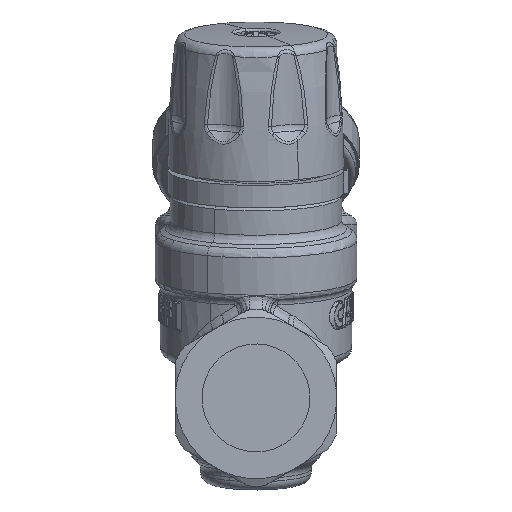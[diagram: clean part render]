
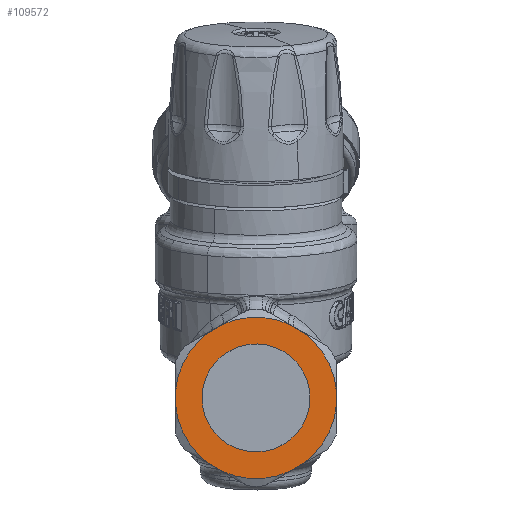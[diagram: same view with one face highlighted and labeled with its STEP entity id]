
A CAD part, front view. The second image highlights one B-rep face of the part: STEP entity #109572.
In plain terms, the highlighted planar face has unit normal (0, -1, 0).
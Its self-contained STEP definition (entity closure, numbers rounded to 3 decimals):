
#323=CARTESIAN_POINT('Vertex',(15.942,-77.611,26.435)) ;
#326=CARTESIAN_POINT('Line Origine',(15.942,-77.611,24.887)) ;
#330=CARTESIAN_POINT('Vertex',(15.942,-77.611,23.34)) ;
#949=CARTESIAN_POINT('Vertex',(6.639,-77.611,39.452)) ;
#952=CARTESIAN_POINT('Line Origine',(7.979,-77.611,38.679)) ;
#956=CARTESIAN_POINT('Vertex',(9.32,-77.611,37.905)) ;
#1432=CARTESIAN_POINT('Vertex',(-9.286,-77.611,37.905)) ;
#1435=CARTESIAN_POINT('Line Origine',(-7.946,-77.611,38.679)) ;
#1439=CARTESIAN_POINT('Vertex',(-6.605,-77.611,39.452)) ;
#1861=CARTESIAN_POINT('Vertex',(-15.908,-77.611,23.34)) ;
#1864=CARTESIAN_POINT('Line Origine',(-15.908,-77.611,24.887)) ;
#1868=CARTESIAN_POINT('Vertex',(-15.908,-77.611,26.435)) ;
#2516=CARTESIAN_POINT('Vertex',(-6.605,-77.611,10.322)) ;
#2519=CARTESIAN_POINT('Line Origine',(-7.946,-77.611,11.096)) ;
#2523=CARTESIAN_POINT('Vertex',(-9.286,-77.611,11.869)) ;
#3171=CARTESIAN_POINT('Vertex',(9.32,-77.611,11.869)) ;
#3174=CARTESIAN_POINT('Line Origine',(7.979,-77.611,11.096)) ;
#3178=CARTESIAN_POINT('Vertex',(6.639,-77.611,10.322)) ;
#109457=CARTESIAN_POINT('Vertex',(-5.113,-77.611,34.277)) ;
#109460=CARTESIAN_POINT('Axis2P3D Location',(0.017,-77.611,24.887)) ;
#109464=CARTESIAN_POINT('Vertex',(5.147,-77.611,15.497)) ;
#109507=CARTESIAN_POINT('Axis2P3D Location',(0.017,-77.611,24.887)) ;
#109519=CARTESIAN_POINT('Axis2P3D Location',(0.017,-77.611,40.887)) ;
#109524=CARTESIAN_POINT('Axis2P3D Location',(0.017,-77.611,24.887)) ;
#109529=CARTESIAN_POINT('Axis2P3D Location',(0.017,-77.611,24.887)) ;
#109534=CARTESIAN_POINT('Axis2P3D Location',(0.017,-77.611,24.887)) ;
#109539=CARTESIAN_POINT('Axis2P3D Location',(0.017,-77.611,24.887)) ;
#109544=CARTESIAN_POINT('Axis2P3D Location',(0.017,-77.611,24.887)) ;
#109549=CARTESIAN_POINT('Axis2P3D Location',(0.017,-77.611,24.887)) ;
#328=VECTOR('Line Direction',#327,1.) ;
#954=VECTOR('Line Direction',#953,1.) ;
#1437=VECTOR('Line Direction',#1436,1.) ;
#1866=VECTOR('Line Direction',#1865,1.) ;
#2521=VECTOR('Line Direction',#2520,1.) ;
#3176=VECTOR('Line Direction',#3175,1.) ;
#327=DIRECTION('Vector Direction',(0.,0.,1.)) ;
#953=DIRECTION('Vector Direction',(0.866,0.,-0.5)) ;
#1436=DIRECTION('Vector Direction',(-0.866,0.,-0.5)) ;
#1865=DIRECTION('Vector Direction',(0.,0.,-1.)) ;
#2520=DIRECTION('Vector Direction',(-0.866,0.,0.5)) ;
#3175=DIRECTION('Vector Direction',(0.866,0.,0.5)) ;
#109461=DIRECTION('Axis2P3D Direction',(0.,-1.,0.)) ;
#109508=DIRECTION('Axis2P3D Direction',(0.,-1.,0.)) ;
#109520=DIRECTION('Axis2P3D Direction',(0.,-1.,0.)) ;
#109521=DIRECTION('Axis2P3D XDirection',(1.,0.,0.)) ;
#109525=DIRECTION('Axis2P3D Direction',(0.,-1.,0.)) ;
#109530=DIRECTION('Axis2P3D Direction',(0.,-1.,0.)) ;
#109535=DIRECTION('Axis2P3D Direction',(0.,-1.,0.)) ;
#109540=DIRECTION('Axis2P3D Direction',(0.,-1.,0.)) ;
#109545=DIRECTION('Axis2P3D Direction',(0.,-1.,0.)) ;
#109550=DIRECTION('Axis2P3D Direction',(0.,-1.,0.)) ;
#109462=AXIS2_PLACEMENT_3D('Circle Axis2P3D',#109460,#109461,$) ;
#109509=AXIS2_PLACEMENT_3D('Circle Axis2P3D',#109507,#109508,$) ;
#109522=AXIS2_PLACEMENT_3D('Plane Axis2P3D',#109519,#109520,#109521) ;
#109526=AXIS2_PLACEMENT_3D('Circle Axis2P3D',#109524,#109525,$) ;
#109531=AXIS2_PLACEMENT_3D('Circle Axis2P3D',#109529,#109530,$) ;
#109536=AXIS2_PLACEMENT_3D('Circle Axis2P3D',#109534,#109535,$) ;
#109541=AXIS2_PLACEMENT_3D('Circle Axis2P3D',#109539,#109540,$) ;
#109546=AXIS2_PLACEMENT_3D('Circle Axis2P3D',#109544,#109545,$) ;
#109551=AXIS2_PLACEMENT_3D('Circle Axis2P3D',#109549,#109550,$) ;
#329=LINE('Line',#326,#328) ;
#955=LINE('Line',#952,#954) ;
#1438=LINE('Line',#1435,#1437) ;
#1867=LINE('Line',#1864,#1866) ;
#2522=LINE('Line',#2519,#2521) ;
#3177=LINE('Line',#3174,#3176) ;
#109463=CIRCLE('generated circle',#109462,10.7) ;
#109510=CIRCLE('generated circle',#109509,10.7) ;
#109527=CIRCLE('generated circle',#109526,16.) ;
#109532=CIRCLE('generated circle',#109531,16.) ;
#109537=CIRCLE('generated circle',#109536,16.) ;
#109542=CIRCLE('generated circle',#109541,16.) ;
#109547=CIRCLE('generated circle',#109546,16.) ;
#109552=CIRCLE('generated circle',#109551,16.) ;
#109523=PLANE('',#109522) ;
#109571=FACE_BOUND('',#109568,.T.) ;
#332=EDGE_CURVE('',#331,#324,#329,.T.) ;
#958=EDGE_CURVE('',#950,#957,#955,.T.) ;
#1441=EDGE_CURVE('',#1440,#1433,#1438,.T.) ;
#1870=EDGE_CURVE('',#1869,#1862,#1867,.T.) ;
#2525=EDGE_CURVE('',#2517,#2524,#2522,.T.) ;
#3180=EDGE_CURVE('',#3179,#3172,#3177,.T.) ;
#109466=EDGE_CURVE('',#109458,#109465,#109463,.T.) ;
#109511=EDGE_CURVE('',#109465,#109458,#109510,.T.) ;
#109528=EDGE_CURVE('',#324,#957,#109527,.T.) ;
#109533=EDGE_CURVE('',#950,#1440,#109532,.T.) ;
#109538=EDGE_CURVE('',#1433,#1869,#109537,.T.) ;
#109543=EDGE_CURVE('',#1862,#2524,#109542,.T.) ;
#109548=EDGE_CURVE('',#2517,#3179,#109547,.T.) ;
#109553=EDGE_CURVE('',#3172,#331,#109552,.T.) ;
#109555=ORIENTED_EDGE('',*,*,#332,.T.) ;
#109556=ORIENTED_EDGE('',*,*,#109528,.T.) ;
#109557=ORIENTED_EDGE('',*,*,#958,.F.) ;
#109558=ORIENTED_EDGE('',*,*,#109533,.T.) ;
#109559=ORIENTED_EDGE('',*,*,#1441,.T.) ;
#109560=ORIENTED_EDGE('',*,*,#109538,.T.) ;
#109561=ORIENTED_EDGE('',*,*,#1870,.T.) ;
#109562=ORIENTED_EDGE('',*,*,#109543,.T.) ;
#109563=ORIENTED_EDGE('',*,*,#2525,.F.) ;
#109564=ORIENTED_EDGE('',*,*,#109548,.T.) ;
#109565=ORIENTED_EDGE('',*,*,#3180,.T.) ;
#109566=ORIENTED_EDGE('',*,*,#109553,.T.) ;
#109569=ORIENTED_EDGE('',*,*,#109466,.F.) ;
#109570=ORIENTED_EDGE('',*,*,#109511,.F.) ;
#109554=EDGE_LOOP('',(#109555,#109556,#109557,#109558,#109559,#109560,#109561,#109562,#109563,#109564,#109565,#109566)) ;
#109568=EDGE_LOOP('',(#109569,#109570)) ;
#324=VERTEX_POINT('',#323) ;
#331=VERTEX_POINT('',#330) ;
#950=VERTEX_POINT('',#949) ;
#957=VERTEX_POINT('',#956) ;
#1433=VERTEX_POINT('',#1432) ;
#1440=VERTEX_POINT('',#1439) ;
#1862=VERTEX_POINT('',#1861) ;
#1869=VERTEX_POINT('',#1868) ;
#2517=VERTEX_POINT('',#2516) ;
#2524=VERTEX_POINT('',#2523) ;
#3172=VERTEX_POINT('',#3171) ;
#3179=VERTEX_POINT('',#3178) ;
#109458=VERTEX_POINT('',#109457) ;
#109465=VERTEX_POINT('',#109464) ;
#109572=ADVANCED_FACE('H0000237.1\\PartBody',(#109567,#109571),#109523,.T.) ;
#109567=FACE_OUTER_BOUND('',#109554,.T.) ;
